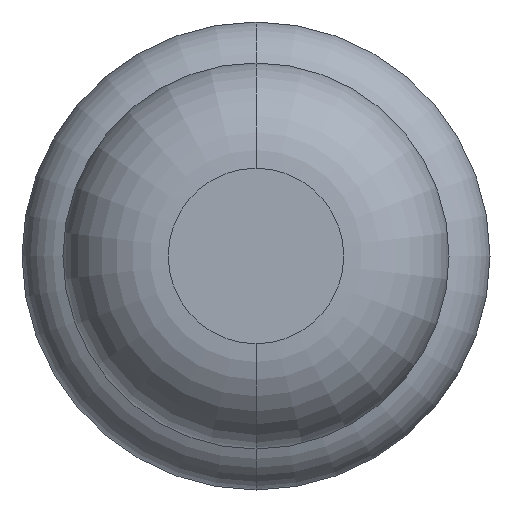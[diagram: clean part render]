
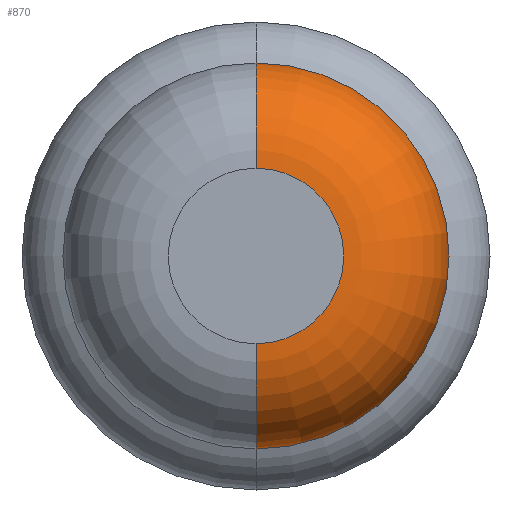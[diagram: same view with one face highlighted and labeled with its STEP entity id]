
A CAD part, front view. The second image highlights one B-rep face of the part: STEP entity #870.
In plain terms, the highlighted toroidal (fillet/blend) face has major radius 0.375 mm and minor radius 0.45 mm.
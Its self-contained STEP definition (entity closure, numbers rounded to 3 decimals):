
#124 = AXIS2_PLACEMENT_3D ( 'NONE', #1442, #4199, #1853 ) ;
#338 = DIRECTION ( 'NONE',  ( 0., 0., 1. ) ) ;
#461 = CARTESIAN_POINT ( 'NONE',  ( 0., -29., -0.375 ) ) ;
#569 = VERTEX_POINT ( 'NONE', #3739 ) ;
#704 = EDGE_CURVE ( 'Defeature ausgef�hrt1_8+Defeature ausgef�hrt1_7+Defeature ausgef�hrt1_7+Defeature ausgef�hrt1_7', #796, #569, #1005, .T. ) ;
#751 = AXIS2_PLACEMENT_3D ( 'NONE', #3911, #2338, #338 ) ;
#757 = CIRCLE ( 'NONE', #751, 0.375 ) ;
#796 = VERTEX_POINT ( 'NONE', #3935 ) ;
#819 = DIRECTION ( 'NONE',  ( 0., 0., 1. ) ) ;
#870 = ADVANCED_FACE ( 'Defeature ausgef�hrt1_7', ( #3476 ), #3805, .T. ) ;
#1005 = CIRCLE ( 'NONE', #3663, 0.825 ) ;
#1109 = DIRECTION ( 'NONE',  ( 0., 0., 1. ) ) ;
#1140 = CARTESIAN_POINT ( 'NONE',  ( 0., -28.55, 0. ) ) ;
#1310 = VERTEX_POINT ( 'NONE', #461 ) ;
#1388 = ORIENTED_EDGE ( 'NONE', *, *, #4586, .T. ) ;
#1442 = CARTESIAN_POINT ( 'NONE',  ( 0., -28.55, -0.375 ) ) ;
#1534 = DIRECTION ( 'NONE',  ( 0., 1., 0. ) ) ;
#1853 = DIRECTION ( 'NONE',  ( 0., 0., -1. ) ) ;
#2033 = CARTESIAN_POINT ( 'NONE',  ( 0., -28.55, 0.375 ) ) ;
#2096 = VERTEX_POINT ( 'NONE', #3660 ) ;
#2178 = ORIENTED_EDGE ( 'NONE', *, *, #704, .F. ) ;
#2302 = ORIENTED_EDGE ( 'NONE', *, *, #4248, .F. ) ;
#2338 = DIRECTION ( 'NONE',  ( 0., 1., 0. ) ) ;
#2608 = ORIENTED_EDGE ( 'NONE', *, *, #4929, .T. ) ;
#2678 = CIRCLE ( 'NONE', #124, 0.45 ) ;
#3189 = DIRECTION ( 'NONE',  ( -1., 0., 0. ) ) ;
#3464 = DIRECTION ( 'NONE',  ( 0., 1., 0. ) ) ;
#3476 = FACE_OUTER_BOUND ( 'NONE', #4684, .T. ) ;
#3660 = CARTESIAN_POINT ( 'NONE',  ( 0., -29., 0.375 ) ) ;
#3663 = AXIS2_PLACEMENT_3D ( 'NONE', #4258, #3464, #1109 ) ;
#3739 = CARTESIAN_POINT ( 'NONE',  ( 0., -28.55, -0.825 ) ) ;
#3805 = TOROIDAL_SURFACE ( 'NONE', #4915, 0.375, 0.45 ) ;
#3911 = CARTESIAN_POINT ( 'NONE',  ( 0., -29., 0. ) ) ;
#3935 = CARTESIAN_POINT ( 'NONE',  ( 0., -28.55, 0.825 ) ) ;
#4065 = AXIS2_PLACEMENT_3D ( 'NONE', #2033, #3189, #819 ) ;
#4199 = DIRECTION ( 'NONE',  ( 1., 0., 0. ) ) ;
#4248 = EDGE_CURVE ( 'NONE', #2096, #796, #5088, .T. ) ;
#4258 = CARTESIAN_POINT ( 'NONE',  ( 0., -28.55, 0. ) ) ;
#4286 = DIRECTION ( 'NONE',  ( 0., 0., 1. ) ) ;
#4586 = EDGE_CURVE ( 'Defeature ausgef�hrt1_7+Defeature ausgef�hrt1_6+Defeature ausgef�hrt1_6+Defeature ausgef�hrt1_6', #2096, #1310, #757, .T. ) ;
#4684 = EDGE_LOOP ( 'NONE', ( #1388, #2608, #2178, #2302 ) ) ;
#4915 = AXIS2_PLACEMENT_3D ( 'NONE', #1140, #1534, #4286 ) ;
#4929 = EDGE_CURVE ( 'NONE', #1310, #569, #2678, .T. ) ;
#5088 = CIRCLE ( 'NONE', #4065, 0.45 ) ;
